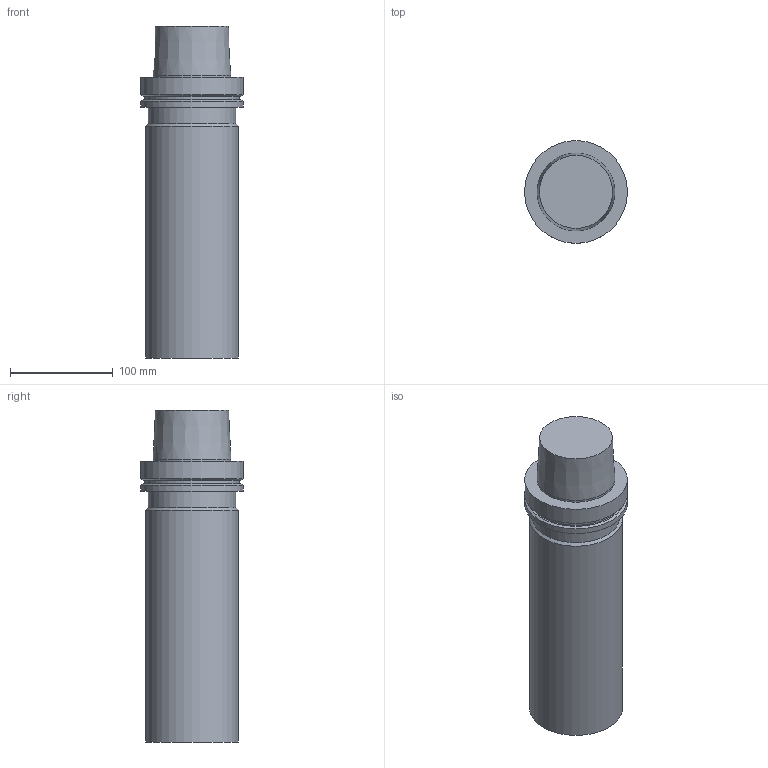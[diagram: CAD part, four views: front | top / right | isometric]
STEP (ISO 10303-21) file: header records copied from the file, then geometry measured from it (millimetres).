
FILE_DESCRIPTION((''),'1');
FILE_NAME('HSK-A100-CK7-273.stp','2013-11-15T07:07:49',(''),(''),'Spatial Interop R18','Kubotek KeyCreator V8.5.1 (14335)',' ');
FILE_SCHEMA(('CONFIG_CONTROL_DESIGN'));
Length unit declared in the file: millimetre
Products named in the file (1): 1
Bounding box: 100 x 100 x 323 mm (x, y, z)
Volume: 1974834.6 mm3; surface area: 107195.7 mm2
Topology: 1 solids, 1 shells, 16 faces, 25 edges, 15 vertices
Faces by surface type: plane 6, cylinder 6, cone 4
Full cylindrical faces by diameter (mm): 75.8 x1, 85 x1, 90 x1, 92 x1, 100 x2
Entity records: 358 total; most frequent: DIRECTION 64, CARTESIAN_POINT 47, AXIS2_PLACEMENT_3D 32, EDGE_LOOP 30, ORIENTED_EDGE 30, FACE_BOUND 24, ADVANCED_FACE 16, EDGE_CURVE 15
